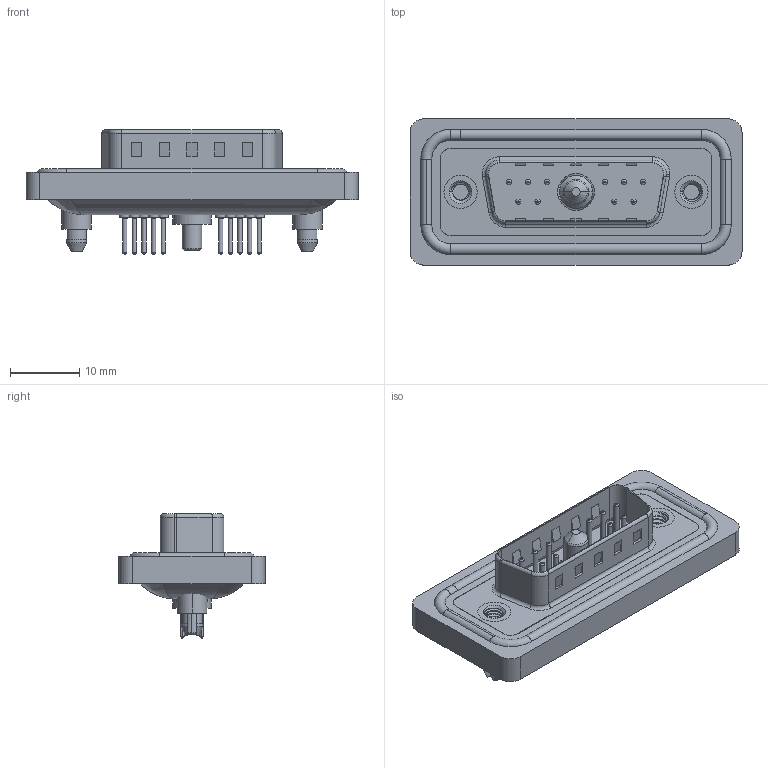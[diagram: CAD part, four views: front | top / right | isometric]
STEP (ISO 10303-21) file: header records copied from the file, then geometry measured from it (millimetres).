
FILE_DESCRIPTION (( 'STEP AP203' ), '1' );
FILE_NAME ('627W11W1224-2ND.STEP', '2020-09-14T19:46:33', ( '' ), ( '' ), 'SwSTEP 2.0', 'SolidWorks 2020', '' );
FILE_SCHEMA (( 'CONFIG_CONTROL_DESIGN' ));
Length unit declared in the file: millimetre
Products named in the file (10): 627Combo Waterproof Housing_15 Contacts; 627W11W1224-2ND; 627Combo Threaded Boardlock_D; 627Combo Housing_11W1; 627Combo Shell Rear_15 Contacts; 627Combo Shell Front_15 Contacts; 627Combo Contact Row 2_24; 627Combo Threaded Boardlock_5; Power Pin_20A S; 627Combo Contact Row 1_24
Assembly tree (17 placements, depth 2):
  627W11W1224-2ND
    627Combo Housing_11W1
    627Combo Waterproof Housing_15 Contacts
    627Combo Shell Rear_15 Contacts
    627Combo Shell Front_15 Contacts
    627Combo Threaded Boardlock_D
    Power Pin_20A S
    627Combo Threaded Boardlock_5
    627Combo Contact Row 1_24  x6
    627Combo Contact Row 2_24  x4
Bounding box: 47.9 x 21.1 x 17.9 mm (x, y, z)
Volume: 5582.4 mm3; surface area: 9172.4 mm2
Topology: 19 solids, 22 shells, 927 faces, 2124 edges, 1311 vertices
Faces by surface type: cylinder 387, plane 282, torus 226, cone 20, bspline 12
Entity records: 25615 total; most frequent: CARTESIAN_POINT 7858, DIRECTION 3626, ORIENTED_EDGE 3332, EDGE_CURVE 1666, AXIS2_PLACEMENT_3D 1418, VERTEX_POINT 1055, EDGE_LOOP 807, VECTOR 790
